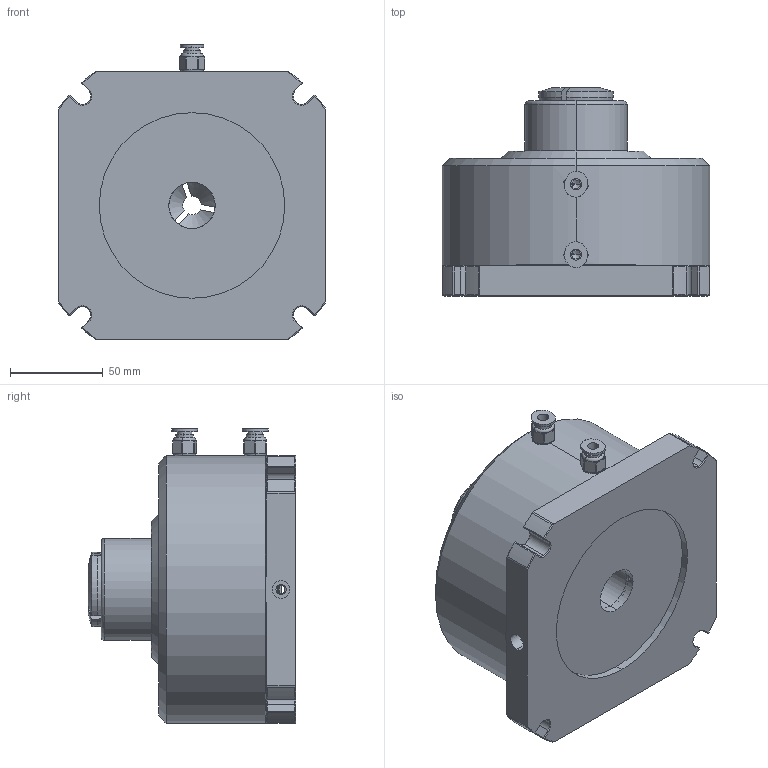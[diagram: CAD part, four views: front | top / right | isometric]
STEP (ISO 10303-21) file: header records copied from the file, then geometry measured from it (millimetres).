
FILE_DESCRIPTION (( 'STEP AP214' ), '1' );
FILE_NAME ('DAS-25+YB-25.STEP', '2024-09-05T02:00:15', ( '' ), ( '' ), 'SwSTEP 2.0', 'SolidWorks 2023', '' );
FILE_SCHEMA (( 'AUTOMOTIVE_DESIGN' ));
Length unit declared in the file: millimetre
Products named in the file (3): DAS-25; YB-25; DAS-25+YB-25
Assembly tree (2 placements, depth 2):
  DAS-25+YB-25
    DAS-25
    YB-25
Bounding box: 144 x 112 x 158.5 mm (x, y, z)
Volume: 1290185.1 mm3; surface area: 114092.8 mm2
Topology: 4 solids, 4 shells, 715 faces, 1820 edges, 1081 vertices
Faces by surface type: plane 285, cylinder 193, bspline 134, cone 65, sphere 28, torus 10
Full cylindrical faces by diameter (mm): 25 x1, 31.003 x1
Entity records: 47023 total; most frequent: CARTESIAN_POINT 24233, ORIENTED_EDGE 3494, DIRECTION 2875, EDGE_CURVE 1747, VERTEX_POINT 1079, AXIS2_PLACEMENT_3D 1002, VECTOR 871, LINE 871
